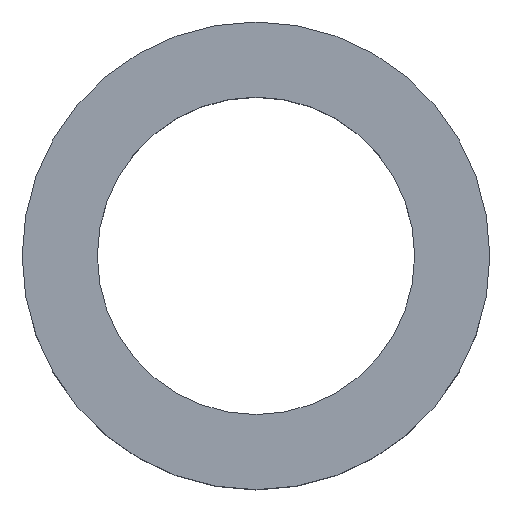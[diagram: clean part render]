
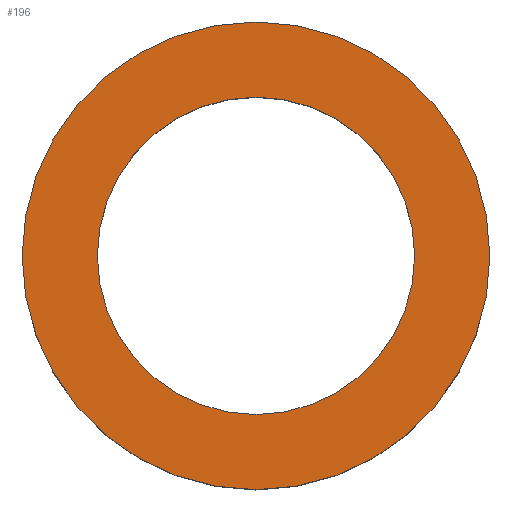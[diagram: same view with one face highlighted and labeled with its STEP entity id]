
A CAD part, top view. The second image highlights one B-rep face of the part: STEP entity #196.
In plain terms, the highlighted planar face has unit normal (0, 0, 1).
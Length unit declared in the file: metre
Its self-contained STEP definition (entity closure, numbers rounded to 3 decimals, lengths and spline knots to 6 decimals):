
#35=ORIENTED_EDGE('',*,*,#67,.T.);
#36=ORIENTED_EDGE('',*,*,#68,.F.);
#67=EDGE_CURVE('',#85,#85,#103,.T.);
#68=EDGE_CURVE('',#86,#86,#104,.T.);
#85=VERTEX_POINT('',#358);
#86=VERTEX_POINT('',#361);
#103=CIRCLE('',#236,0.028);
#104=CIRCLE('',#238,0.019);
#125=EDGE_LOOP('',(#35));
#126=EDGE_LOOP('',(#36));
#161=FACE_BOUND('',#125,.T.);
#162=FACE_BOUND('',#126,.T.);
#185=PLANE('',#239);
#196=ADVANCED_FACE('',(#161,#162),#185,.T.);
#236=AXIS2_PLACEMENT_3D('',#357,#287,#288);
#238=AXIS2_PLACEMENT_3D('',#360,#291,#292);
#239=AXIS2_PLACEMENT_3D('',#362,#293,#294);
#287=DIRECTION('',(0.,0.,1.));
#288=DIRECTION('',(1.,0.,0.));
#291=DIRECTION('',(0.,0.,1.));
#292=DIRECTION('',(1.,0.,0.));
#293=DIRECTION('',(0.,0.,1.));
#294=DIRECTION('',(1.,0.,0.));
#357=CARTESIAN_POINT('',(0.,0.,0.02));
#358=CARTESIAN_POINT('',(0.028,0.,0.02));
#360=CARTESIAN_POINT('',(0.,0.,0.02));
#361=CARTESIAN_POINT('',(0.019,0.,0.02));
#362=CARTESIAN_POINT('',(0.,0.,0.02));
